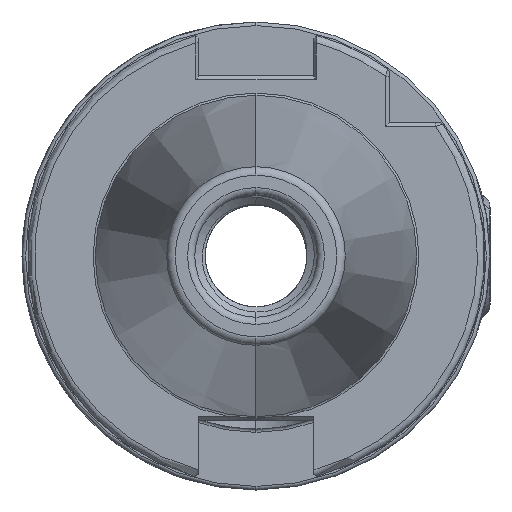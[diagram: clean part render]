
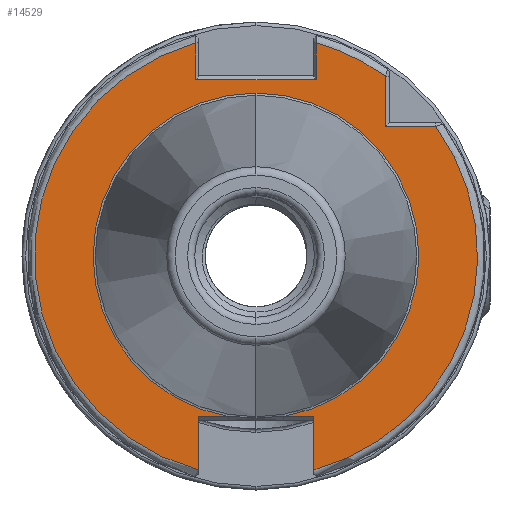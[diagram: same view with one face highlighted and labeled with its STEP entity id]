
A CAD part, left-side view. The second image highlights one B-rep face of the part: STEP entity #14529.
In plain terms, the highlighted planar face has unit normal (-1, 0, 0).
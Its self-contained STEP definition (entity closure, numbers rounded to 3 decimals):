
#128 = AXIS2_PLACEMENT_3D ( 'NONE', #1939, #1953, #1962 ) ;
#135 = AXIS2_PLACEMENT_3D ( 'NONE', #1678, #1672, #1681 ) ;
#174 = AXIS2_PLACEMENT_3D ( 'NONE', #1731, #1765, #1766 ) ;
#1654 = CARTESIAN_POINT ( 'NONE',  ( 0., -8.05, -32.501 ) ) ;
#1672 = DIRECTION ( 'NONE',  ( -1., 0., 0. ) ) ;
#1678 = CARTESIAN_POINT ( 'NONE',  ( 0., 0., 0. ) ) ;
#1680 = CARTESIAN_POINT ( 'NONE',  ( 0., 8.335, 29.704 ) ) ;
#1681 = DIRECTION ( 'NONE',  ( 0., 0., -1. ) ) ;
#1688 = DIRECTION ( 'NONE',  ( 0., 0., 1. ) ) ;
#1703 = DIRECTION ( 'NONE',  ( 0., 0., 1. ) ) ;
#1731 = CARTESIAN_POINT ( 'NONE',  ( 0., 0., 0. ) ) ;
#1765 = DIRECTION ( 'NONE',  ( -1., 0., 0. ) ) ;
#1766 = DIRECTION ( 'NONE',  ( 0., 0., -1. ) ) ;
#1932 = DIRECTION ( 'NONE',  ( 0., 0., 1. ) ) ;
#1939 = CARTESIAN_POINT ( 'NONE',  ( 0., 0., 0. ) ) ;
#1943 = CARTESIAN_POINT ( 'NONE',  ( 0., 8.05, -32.501 ) ) ;
#1953 = DIRECTION ( 'NONE',  ( 1., 0., 0. ) ) ;
#1962 = DIRECTION ( 'NONE',  ( 0., 0., -1. ) ) ;
#2436 = CIRCLE ( 'NONE', #9514, 22.627 ) ;
#8176 = EDGE_CURVE ( 'NONE', #22473, #22497, #20991, .T. ) ;
#8188 = EDGE_CURVE ( 'NONE', #22480, #22473, #21034, .T. ) ;
#8190 = EDGE_CURVE ( 'NONE', #25709, #25738, #21046, .T. ) ;
#8200 = EDGE_CURVE ( 'NONE', #25721, #25734, #21030, .T. ) ;
#8203 = EDGE_CURVE ( 'NONE', #25734, #25696, #21077, .T. ) ;
#8218 = EDGE_CURVE ( 'NONE', #25693, #25699, #21070, .T. ) ;
#8225 = EDGE_CURVE ( 'NONE', #25531, #25726, #21053, .T. ) ;
#9429 = EDGE_CURVE ( 'NONE', #25521, #25531, #2436, .T. ) ;
#9514 = AXIS2_PLACEMENT_3D ( 'NONE', #18875, #18872, #18877 ) ;
#9536 = AXIS2_PLACEMENT_3D ( 'NONE', #18157, #18130, #18133 ) ;
#9676 = AXIS2_PLACEMENT_3D ( 'NONE', #19441, #19444, #19424 ) ;
#13844 = CARTESIAN_POINT ( 'NONE',  ( 0., -8.335, 24.5 ) ) ;
#13901 = CARTESIAN_POINT ( 'NONE',  ( 0., -8.335, 29.625 ) ) ;
#13931 = CARTESIAN_POINT ( 'NONE',  ( 0., 8.335, 24.5 ) ) ;
#13950 = CARTESIAN_POINT ( 'NONE',  ( 0., 0., 22.627 ) ) ;
#13980 = CARTESIAN_POINT ( 'NONE',  ( 0., -3.833, -22.3 ) ) ;
#14073 = CARTESIAN_POINT ( 'NONE',  ( 0., 8.05, -22.3 ) ) ;
#14076 = CARTESIAN_POINT ( 'NONE',  ( 0., -18., 24.962 ) ) ;
#14085 = CARTESIAN_POINT ( 'NONE',  ( 0., 3.833, -22.3 ) ) ;
#14132 = CARTESIAN_POINT ( 'NONE',  ( 0., -24.962, 18. ) ) ;
#14134 = CARTESIAN_POINT ( 'NONE',  ( 0., -8.05, -22.3 ) ) ;
#14141 = CARTESIAN_POINT ( 'NONE',  ( 0., 8.335, 29.625 ) ) ;
#14152 = CARTESIAN_POINT ( 'NONE',  ( 0., -18., 18. ) ) ;
#14166 = CARTESIAN_POINT ( 'NONE',  ( 0., -8.05, -29.704 ) ) ;
#14168 = CARTESIAN_POINT ( 'NONE',  ( 0., 8.05, -29.704 ) ) ;
#14529 = ADVANCED_FACE ( 'NONE', ( #25879 ), #19384, .F. ) ;
#16006 = EDGE_CURVE ( 'NONE', #25744, #25726, #26150, .T. ) ;
#16008 = EDGE_CURVE ( 'NONE', #22497, #25709, #26112, .T. ) ;
#16009 = EDGE_CURVE ( 'NONE', #25744, #25721, #26117, .T. ) ;
#16017 = EDGE_CURVE ( 'NONE', #25696, #22480, #26131, .T. ) ;
#16037 = EDGE_CURVE ( 'NONE', #25699, #25521, #26166, .T. ) ;
#16042 = EDGE_CURVE ( 'NONE', #25738, #25693, #26211, .T. ) ;
#18094 = CARTESIAN_POINT ( 'NONE',  ( 0., 8.05, 24.5 ) ) ;
#18115 = DIRECTION ( 'NONE',  ( 0., 1., 0. ) ) ;
#18130 = DIRECTION ( 'NONE',  ( -1., 0., 0. ) ) ;
#18133 = DIRECTION ( 'NONE',  ( 0., 0., -1. ) ) ;
#18152 = CARTESIAN_POINT ( 'NONE',  ( 0., -8.335, 25. ) ) ;
#18157 = CARTESIAN_POINT ( 'NONE',  ( 0., 0., 0. ) ) ;
#18161 = DIRECTION ( 'NONE',  ( 0., 0., -1. ) ) ;
#18175 = DIRECTION ( 'NONE',  ( 0., 1., 0. ) ) ;
#18180 = DIRECTION ( 'NONE',  ( 0., 0., 1. ) ) ;
#18181 = CARTESIAN_POINT ( 'NONE',  ( 0., -18., 24.594 ) ) ;
#18184 = CARTESIAN_POINT ( 'NONE',  ( 0., -18.5, 18. ) ) ;
#18325 = DIRECTION ( 'NONE',  ( 0., -1., 0. ) ) ;
#18339 = DIRECTION ( 'NONE',  ( 0., -1., 0. ) ) ;
#18343 = CARTESIAN_POINT ( 'NONE',  ( 0., 22.692, -22.3 ) ) ;
#18356 = CARTESIAN_POINT ( 'NONE',  ( 0., 22.692, -22.3 ) ) ;
#18872 = DIRECTION ( 'NONE',  ( 1., 0., 0. ) ) ;
#18875 = CARTESIAN_POINT ( 'NONE',  ( 0., 0., 0. ) ) ;
#18877 = DIRECTION ( 'NONE',  ( 0., 0., -1. ) ) ;
#19384 = PLANE ( 'NONE',  #9676 ) ;
#19424 = DIRECTION ( 'NONE',  ( 0., 0., -1. ) ) ;
#19441 = CARTESIAN_POINT ( 'NONE',  ( 0., 22.692, 0. ) ) ;
#19444 = DIRECTION ( 'NONE',  ( 1., 0., 0. ) ) ;
#20991 = LINE ( 'NONE', #18094, #20993 ) ;
#20993 = VECTOR ( 'NONE', #18115, 1000. ) ;
#21030 = LINE ( 'NONE', #18184, #21031 ) ;
#21031 = VECTOR ( 'NONE', #18175, 1000. ) ;
#21034 = LINE ( 'NONE', #18152, #21035 ) ;
#21035 = VECTOR ( 'NONE', #18161, 1000. ) ;
#21046 = CIRCLE ( 'NONE', #9536, 30.775 ) ;
#21052 = VECTOR ( 'NONE', #18325, 1000. ) ;
#21053 = LINE ( 'NONE', #18343, #21082 ) ;
#21068 = VECTOR ( 'NONE', #18180, 1000. ) ;
#21070 = LINE ( 'NONE', #18356, #21052 ) ;
#21077 = LINE ( 'NONE', #18181, #21068 ) ;
#21082 = VECTOR ( 'NONE', #18339, 1000. ) ;
#21423 = EDGE_LOOP ( 'NONE', ( #21655, #21629, #21644, #21713, #21740, #21649, #21727, #21640, #21625, #21648, #21724, #21626, #21704, #21690 ) ) ;
#21625 = ORIENTED_EDGE ( 'NONE', *, *, #8218, .T. ) ;
#21626 = ORIENTED_EDGE ( 'NONE', *, *, #8225, .T. ) ;
#21629 = ORIENTED_EDGE ( 'NONE', *, *, #8203, .T. ) ;
#21640 = ORIENTED_EDGE ( 'NONE', *, *, #16042, .T. ) ;
#21644 = ORIENTED_EDGE ( 'NONE', *, *, #16017, .T. ) ;
#21648 = ORIENTED_EDGE ( 'NONE', *, *, #16037, .T. ) ;
#21649 = ORIENTED_EDGE ( 'NONE', *, *, #16008, .T. ) ;
#21655 = ORIENTED_EDGE ( 'NONE', *, *, #8200, .T. ) ;
#21690 = ORIENTED_EDGE ( 'NONE', *, *, #16009, .T. ) ;
#21704 = ORIENTED_EDGE ( 'NONE', *, *, #16006, .F. ) ;
#21713 = ORIENTED_EDGE ( 'NONE', *, *, #8188, .T. ) ;
#21724 = ORIENTED_EDGE ( 'NONE', *, *, #9429, .T. ) ;
#21727 = ORIENTED_EDGE ( 'NONE', *, *, #8190, .T. ) ;
#21740 = ORIENTED_EDGE ( 'NONE', *, *, #8176, .T. ) ;
#22473 = VERTEX_POINT ( 'NONE', #13844 ) ;
#22480 = VERTEX_POINT ( 'NONE', #13901 ) ;
#22497 = VERTEX_POINT ( 'NONE', #13931 ) ;
#25521 = VERTEX_POINT ( 'NONE', #13950 ) ;
#25531 = VERTEX_POINT ( 'NONE', #13980 ) ;
#25693 = VERTEX_POINT ( 'NONE', #14073 ) ;
#25696 = VERTEX_POINT ( 'NONE', #14076 ) ;
#25699 = VERTEX_POINT ( 'NONE', #14085 ) ;
#25709 = VERTEX_POINT ( 'NONE', #14141 ) ;
#25721 = VERTEX_POINT ( 'NONE', #14132 ) ;
#25726 = VERTEX_POINT ( 'NONE', #14134 ) ;
#25734 = VERTEX_POINT ( 'NONE', #14152 ) ;
#25738 = VERTEX_POINT ( 'NONE', #14168 ) ;
#25744 = VERTEX_POINT ( 'NONE', #14166 ) ;
#25879 = FACE_OUTER_BOUND ( 'NONE', #21423, .T. ) ;
#26112 = LINE ( 'NONE', #1680, #26132 ) ;
#26117 = CIRCLE ( 'NONE', #135, 30.775 ) ;
#26130 = VECTOR ( 'NONE', #1688, 1000. ) ;
#26131 = CIRCLE ( 'NONE', #174, 30.775 ) ;
#26132 = VECTOR ( 'NONE', #1703, 1000. ) ;
#26150 = LINE ( 'NONE', #1654, #26130 ) ;
#26166 = CIRCLE ( 'NONE', #128, 22.627 ) ;
#26209 = VECTOR ( 'NONE', #1932, 1000. ) ;
#26211 = LINE ( 'NONE', #1943, #26209 ) ;
